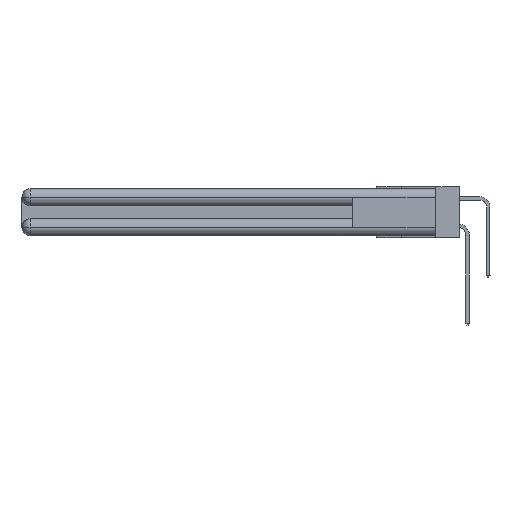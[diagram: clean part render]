
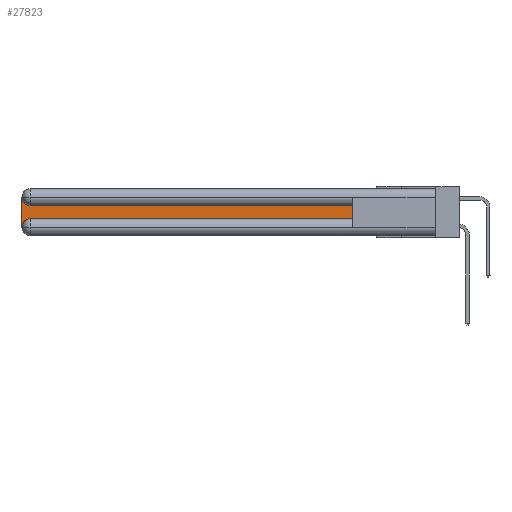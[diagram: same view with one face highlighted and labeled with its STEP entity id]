
A CAD part, left-side view. The second image highlights one B-rep face of the part: STEP entity #27823.
In plain terms, the highlighted planar face has unit normal (-1, 0, 0).
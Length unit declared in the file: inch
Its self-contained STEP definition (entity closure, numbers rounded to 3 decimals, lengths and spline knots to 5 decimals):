
#85 = DIRECTION ( 'NONE',  ( 0., 0., 1. ) ) ;
#1159 = DIRECTION ( 'NONE',  ( 1., 0., 0. ) ) ;
#1950 = AXIS2_PLACEMENT_3D ( 'NONE', #26124, #15535, #2410 ) ;
#2351 = DIRECTION ( 'NONE',  ( 1., 0., 0. ) ) ;
#2410 = DIRECTION ( 'NONE',  ( 0., 0., -1. ) ) ;
#3068 = VERTEX_POINT ( 'NONE', #9059 ) ;
#3343 = CARTESIAN_POINT ( 'NONE',  ( 0.075, 0.6, -0.1225 ) ) ;
#3598 = EDGE_CURVE ( 'NONE', #27658, #17192, #17075, .T. ) ;
#3644 = CIRCLE ( 'NONE', #12318, 0.06 ) ;
#4747 = ORIENTED_EDGE ( 'NONE', *, *, #27303, .T. ) ;
#7126 = VECTOR ( 'NONE', #17115, 39.37008 ) ;
#7292 = ORIENTED_EDGE ( 'NONE', *, *, #3598, .T. ) ;
#9059 = CARTESIAN_POINT ( 'NONE',  ( 0.075, 2.94, -0.1225 ) ) ;
#10428 = CARTESIAN_POINT ( 'NONE',  ( 0.075, 3., -0.2775 ) ) ;
#10807 = CARTESIAN_POINT ( 'NONE',  ( 0.075, 0.6, -0.2175 ) ) ;
#11223 = ORIENTED_EDGE ( 'NONE', *, *, #25815, .T. ) ;
#12318 = AXIS2_PLACEMENT_3D ( 'NONE', #13350, #2351, #15278 ) ;
#12362 = VECTOR ( 'NONE', #28250, 39.37008 ) ;
#12533 = VERTEX_POINT ( 'NONE', #26350 ) ;
#12698 = LINE ( 'NONE', #21607, #12362 ) ;
#12967 = CARTESIAN_POINT ( 'NONE',  ( 0.075, 0.6, -0.2175 ) ) ;
#13350 = CARTESIAN_POINT ( 'NONE',  ( 0.075, 2.94, -0.0625 ) ) ;
#13402 = EDGE_CURVE ( 'NONE', #17192, #3068, #18850, .T. ) ;
#13621 = DIRECTION ( 'NONE',  ( 0., -1., 0. ) ) ;
#14351 = CIRCLE ( 'NONE', #14682, 0.06 ) ;
#14682 = AXIS2_PLACEMENT_3D ( 'NONE', #25443, #1159, #18668 ) ;
#15278 = DIRECTION ( 'NONE',  ( 0., 0., -1. ) ) ;
#15443 = CARTESIAN_POINT ( 'NONE',  ( 0.075, 0.6, -0.2175 ) ) ;
#15535 = DIRECTION ( 'NONE',  ( 1., 0., 0. ) ) ;
#17075 = LINE ( 'NONE', #12967, #23606 ) ;
#17115 = DIRECTION ( 'NONE',  ( 0., 1., 0. ) ) ;
#17192 = VERTEX_POINT ( 'NONE', #3343 ) ;
#17505 = VECTOR ( 'NONE', #13621, 39.37008 ) ;
#18303 = VERTEX_POINT ( 'NONE', #10428 ) ;
#18668 = DIRECTION ( 'NONE',  ( 0., 0., -1. ) ) ;
#18850 = LINE ( 'NONE', #23448, #7126 ) ;
#20142 = FACE_OUTER_BOUND ( 'NONE', #22800, .T. ) ;
#21267 = LINE ( 'NONE', #15443, #17505 ) ;
#21607 = CARTESIAN_POINT ( 'NONE',  ( 0.075, 3., -0.2175 ) ) ;
#22023 = CARTESIAN_POINT ( 'NONE',  ( 0.075, 2.94, -0.2175 ) ) ;
#22507 = ORIENTED_EDGE ( 'NONE', *, *, #26900, .T. ) ;
#22797 = ORIENTED_EDGE ( 'NONE', *, *, #13402, .T. ) ;
#22800 = EDGE_LOOP ( 'NONE', ( #22797, #4747, #26329, #11223, #22507, #7292 ) ) ;
#23448 = CARTESIAN_POINT ( 'NONE',  ( 0.075, 0.6, -0.1225 ) ) ;
#23606 = VECTOR ( 'NONE', #85, 39.37008 ) ;
#24942 = EDGE_CURVE ( 'NONE', #12533, #18303, #12698, .T. ) ;
#25443 = CARTESIAN_POINT ( 'NONE',  ( 0.075, 2.94, -0.2775 ) ) ;
#25815 = EDGE_CURVE ( 'NONE', #18303, #27796, #14351, .T. ) ;
#26124 = CARTESIAN_POINT ( 'NONE',  ( 0.075, 3., -0.1225 ) ) ;
#26329 = ORIENTED_EDGE ( 'NONE', *, *, #24942, .T. ) ;
#26350 = CARTESIAN_POINT ( 'NONE',  ( 0.075, 3., -0.0625 ) ) ;
#26410 = PLANE ( 'NONE',  #1950 ) ;
#26900 = EDGE_CURVE ( 'NONE', #27796, #27658, #21267, .T. ) ;
#27303 = EDGE_CURVE ( 'NONE', #3068, #12533, #3644, .T. ) ;
#27658 = VERTEX_POINT ( 'NONE', #10807 ) ;
#27796 = VERTEX_POINT ( 'NONE', #22023 ) ;
#27823 = ADVANCED_FACE ( 'NONE', ( #20142 ), #26410, .F. ) ;
#28250 = DIRECTION ( 'NONE',  ( 0., 0., -1. ) ) ;
